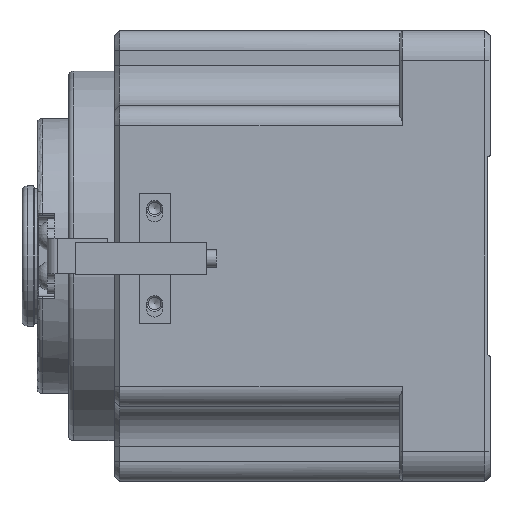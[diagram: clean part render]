
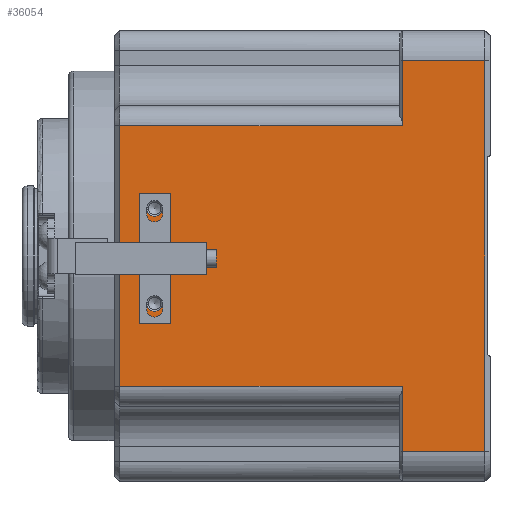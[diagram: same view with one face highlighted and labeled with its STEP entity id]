
A CAD part, left-side view. The second image highlights one B-rep face of the part: STEP entity #36054.
In plain terms, the highlighted planar face has unit normal (-1, 0, 0).
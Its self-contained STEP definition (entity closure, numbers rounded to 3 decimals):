
#415 = CARTESIAN_POINT ( 'NONE',  ( -45., 1., -39. ) ) ;
#543 = VECTOR ( 'NONE', #26675, 1000. ) ;
#1069 = CARTESIAN_POINT ( 'NONE',  ( -45., 74., 26. ) ) ;
#1830 = VECTOR ( 'NONE', #13820, 1000. ) ;
#2487 = VERTEX_POINT ( 'NONE', #18068 ) ;
#3251 = EDGE_CURVE ( 'NONE', #15246, #2487, #5473, .T. ) ;
#3633 = CARTESIAN_POINT ( 'NONE',  ( -45., 1., 39. ) ) ;
#3890 = VERTEX_POINT ( 'NONE', #35000 ) ;
#3899 = VECTOR ( 'NONE', #5433, 1000. ) ;
#5199 = ORIENTED_EDGE ( 'NONE', *, *, #10704, .F. ) ;
#5433 = DIRECTION ( 'NONE',  ( 0., 0., -1. ) ) ;
#5438 = CARTESIAN_POINT ( 'NONE',  ( -45., 17.5, -39. ) ) ;
#5473 = LINE ( 'NONE', #5438, #3899 ) ;
#5496 = ORIENTED_EDGE ( 'NONE', *, *, #7911, .T. ) ;
#5645 = CARTESIAN_POINT ( 'NONE',  ( -45., 67., -11.05 ) ) ;
#5649 = VERTEX_POINT ( 'NONE', #5645 ) ;
#6152 = ORIENTED_EDGE ( 'NONE', *, *, #19557, .F. ) ;
#6816 = ORIENTED_EDGE ( 'NONE', *, *, #23528, .T. ) ;
#6824 = ORIENTED_EDGE ( 'NONE', *, *, #26381, .T. ) ;
#7048 = ORIENTED_EDGE ( 'NONE', *, *, #3251, .T. ) ;
#7058 = ORIENTED_EDGE ( 'NONE', *, *, #23339, .T. ) ;
#7166 = ORIENTED_EDGE ( 'NONE', *, *, #19135, .T. ) ;
#7348 = VECTOR ( 'NONE', #15665, 1000. ) ;
#7911 = EDGE_CURVE ( 'NONE', #8917, #26092, #26690, .T. ) ;
#7941 = CARTESIAN_POINT ( 'NONE',  ( -45., 67., 7.95 ) ) ;
#7944 = VERTEX_POINT ( 'NONE', #7941 ) ;
#8013 = CIRCLE ( 'NONE', #29379, 1.55 ) ;
#8843 = DIRECTION ( 'NONE',  ( 0., 0., -1. ) ) ;
#8884 = DIRECTION ( 'NONE',  ( 1., 0., 0. ) ) ;
#8917 = VERTEX_POINT ( 'NONE', #17406 ) ;
#8928 = CARTESIAN_POINT ( 'NONE',  ( -45., 67., -9.5 ) ) ;
#10704 = EDGE_CURVE ( 'NONE', #8917, #24497, #31703, .T. ) ;
#13052 = ORIENTED_EDGE ( 'NONE', *, *, #31050, .T. ) ;
#13820 = DIRECTION ( 'NONE',  ( 0., 0., -1. ) ) ;
#13858 = CARTESIAN_POINT ( 'NONE',  ( -45., 74., -26. ) ) ;
#13876 = LINE ( 'NONE', #13858, #1830 ) ;
#14157 = DIRECTION ( 'NONE',  ( 0., 0., -1. ) ) ;
#14163 = DIRECTION ( 'NONE',  ( 1., 0., 0. ) ) ;
#14194 = CARTESIAN_POINT ( 'NONE',  ( -45., 67., 9.5 ) ) ;
#15246 = VERTEX_POINT ( 'NONE', #20243 ) ;
#15665 = DIRECTION ( 'NONE',  ( 0., -1., 0. ) ) ;
#15671 = CARTESIAN_POINT ( 'NONE',  ( -45., 18., -39. ) ) ;
#15706 = LINE ( 'NONE', #15671, #7348 ) ;
#15832 = VECTOR ( 'NONE', #21940, 1000. ) ;
#16302 = VECTOR ( 'NONE', #31657, 1000. ) ;
#16451 = DIRECTION ( 'NONE',  ( 0., 0., -1. ) ) ;
#16490 = DIRECTION ( 'NONE',  ( 1., 0., 0. ) ) ;
#16497 = CARTESIAN_POINT ( 'NONE',  ( -45., 18., 39. ) ) ;
#16541 = PLANE ( 'NONE',  #20569 ) ;
#16643 = FACE_OUTER_BOUND ( 'NONE', #32984, .T. ) ;
#16671 = FACE_BOUND ( 'NONE', #35457, .T. ) ;
#16680 = FACE_BOUND ( 'NONE', #26330, .T. ) ;
#17406 = CARTESIAN_POINT ( 'NONE',  ( -45., 17.5, 39. ) ) ;
#18068 = CARTESIAN_POINT ( 'NONE',  ( -45., 17.5, -39. ) ) ;
#18460 = VERTEX_POINT ( 'NONE', #415 ) ;
#19135 = EDGE_CURVE ( 'NONE', #18460, #24497, #28278, .T. ) ;
#19557 = EDGE_CURVE ( 'NONE', #24726, #26092, #23133, .T. ) ;
#20243 = CARTESIAN_POINT ( 'NONE',  ( -45., 17.5, -26. ) ) ;
#20569 = AXIS2_PLACEMENT_3D ( 'NONE', #16497, #16490, #16451 ) ;
#21940 = DIRECTION ( 'NONE',  ( 0., -1., 0. ) ) ;
#21971 = CARTESIAN_POINT ( 'NONE',  ( -45., 75., -26. ) ) ;
#21982 = LINE ( 'NONE', #21971, #15832 ) ;
#23007 = VECTOR ( 'NONE', #23098, 1000. ) ;
#23098 = DIRECTION ( 'NONE',  ( 0., -1., 0. ) ) ;
#23104 = CARTESIAN_POINT ( 'NONE',  ( -45., 75., 26. ) ) ;
#23133 = LINE ( 'NONE', #23104, #23007 ) ;
#23339 = EDGE_CURVE ( 'NONE', #2487, #18460, #15706, .T. ) ;
#23528 = EDGE_CURVE ( 'NONE', #24726, #3890, #13876, .T. ) ;
#23806 = CIRCLE ( 'NONE', #28698, 1.55 ) ;
#24497 = VERTEX_POINT ( 'NONE', #3633 ) ;
#24726 = VERTEX_POINT ( 'NONE', #1069 ) ;
#24937 = CARTESIAN_POINT ( 'NONE',  ( -45., 17.5, 26. ) ) ;
#26092 = VERTEX_POINT ( 'NONE', #24937 ) ;
#26330 = EDGE_LOOP ( 'NONE', ( #26788 ) ) ;
#26381 = EDGE_CURVE ( 'NONE', #3890, #15246, #21982, .T. ) ;
#26675 = DIRECTION ( 'NONE',  ( 0., 0., -1. ) ) ;
#26685 = CARTESIAN_POINT ( 'NONE',  ( -45., 17.5, 26. ) ) ;
#26690 = LINE ( 'NONE', #26685, #543 ) ;
#26788 = ORIENTED_EDGE ( 'NONE', *, *, #26852, .T. ) ;
#26852 = EDGE_CURVE ( 'NONE', #7944, #7944, #23806, .T. ) ;
#27343 = VECTOR ( 'NONE', #28264, 1000. ) ;
#28264 = DIRECTION ( 'NONE',  ( 0., 0., 1. ) ) ;
#28272 = CARTESIAN_POINT ( 'NONE',  ( -45., 1., 39. ) ) ;
#28278 = LINE ( 'NONE', #28272, #27343 ) ;
#28698 = AXIS2_PLACEMENT_3D ( 'NONE', #14194, #14163, #14157 ) ;
#29379 = AXIS2_PLACEMENT_3D ( 'NONE', #8928, #8884, #8843 ) ;
#31050 = EDGE_CURVE ( 'NONE', #5649, #5649, #8013, .T. ) ;
#31657 = DIRECTION ( 'NONE',  ( 0., -1., 0. ) ) ;
#31663 = CARTESIAN_POINT ( 'NONE',  ( -45., 18., 39. ) ) ;
#31703 = LINE ( 'NONE', #31663, #16302 ) ;
#32984 = EDGE_LOOP ( 'NONE', ( #5199, #5496, #6152, #6816, #6824, #7048, #7058, #7166 ) ) ;
#35000 = CARTESIAN_POINT ( 'NONE',  ( -45., 74., -26. ) ) ;
#35457 = EDGE_LOOP ( 'NONE', ( #13052 ) ) ;
#36054 = ADVANCED_FACE ( 'NONE', ( #16680, #16671, #16643 ), #16541, .F. ) ;
